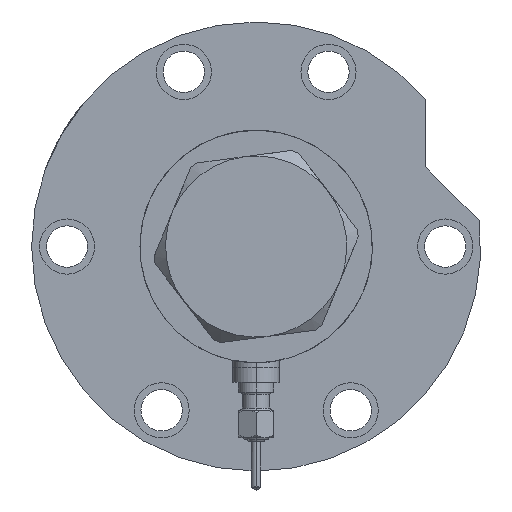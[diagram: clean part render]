
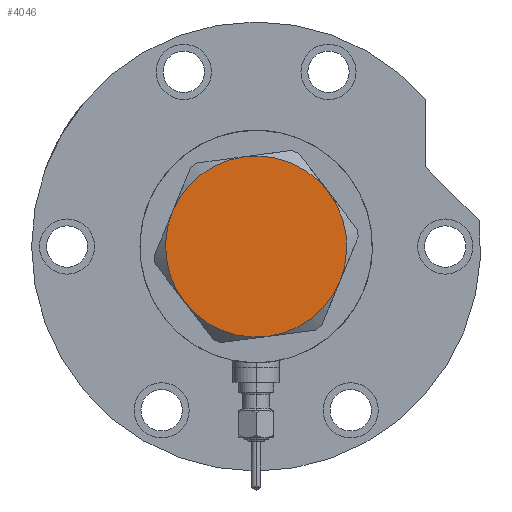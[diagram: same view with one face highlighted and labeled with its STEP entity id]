
A CAD part, left-side view. The second image highlights one B-rep face of the part: STEP entity #4046.
In plain terms, the highlighted face is planar.
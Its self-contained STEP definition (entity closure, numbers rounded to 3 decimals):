
#40 = AXIS2_PLACEMENT_3D ( 'NONE', #7401, #6684, #6149 ) ;
#159 = EDGE_CURVE ( 'NONE', #475, #4597, #6786, .T. ) ;
#176 = DIRECTION ( 'NONE',  ( 1., 0., 0. ) ) ;
#475 = VERTEX_POINT ( 'NONE', #8867 ) ;
#493 = ORIENTED_EDGE ( 'NONE', *, *, #7460, .T. ) ;
#508 = VERTEX_POINT ( 'NONE', #5302 ) ;
#1063 = CIRCLE ( 'NONE', #8372, 23. ) ;
#1270 = CARTESIAN_POINT ( 'NONE',  ( 23., 0., 13. ) ) ;
#1305 = ORIENTED_EDGE ( 'NONE', *, *, #5235, .T. ) ;
#1383 = CIRCLE ( 'NONE', #1518, 23. ) ;
#1434 = VERTEX_POINT ( 'NONE', #4322 ) ;
#1518 = AXIS2_PLACEMENT_3D ( 'NONE', #7939, #1985, #2467 ) ;
#1581 = DIRECTION ( 'NONE',  ( 0., 0., 1. ) ) ;
#1682 = AXIS2_PLACEMENT_3D ( 'NONE', #2911, #2367, #5073 ) ;
#1985 = DIRECTION ( 'NONE',  ( 0., 0., 1. ) ) ;
#2367 = DIRECTION ( 'NONE',  ( 0., 0., 1. ) ) ;
#2444 = DIRECTION ( 'NONE',  ( 0., 0., 1. ) ) ;
#2467 = DIRECTION ( 'NONE',  ( 1., 0., 0. ) ) ;
#2671 = AXIS2_PLACEMENT_3D ( 'NONE', #7780, #2444, #8589 ) ;
#2708 = EDGE_CURVE ( 'NONE', #1434, #7675, #1383, .T. ) ;
#2720 = DIRECTION ( 'NONE',  ( 0., 0., 1. ) ) ;
#2908 = VERTEX_POINT ( 'NONE', #5787 ) ;
#2911 = CARTESIAN_POINT ( 'NONE',  ( 0., 0., 13. ) ) ;
#2953 = EDGE_CURVE ( 'NONE', #508, #475, #7556, .T. ) ;
#3680 = AXIS2_PLACEMENT_3D ( 'NONE', #4159, #1581, #176 ) ;
#3922 = DIRECTION ( 'NONE',  ( 1., 0., 0. ) ) ;
#4046 = ADVANCED_FACE ( 'NONE', ( #5058 ), #7205, .T. ) ;
#4083 = DIRECTION ( 'NONE',  ( 0., 0., 1. ) ) ;
#4145 = CARTESIAN_POINT ( 'NONE',  ( 0., 0., 13. ) ) ;
#4159 = CARTESIAN_POINT ( 'NONE',  ( 0., 0., 13. ) ) ;
#4322 = CARTESIAN_POINT ( 'NONE',  ( 11.5, 19.919, 13. ) ) ;
#4549 = CIRCLE ( 'NONE', #3680, 23. ) ;
#4597 = VERTEX_POINT ( 'NONE', #1270 ) ;
#4651 = EDGE_LOOP ( 'NONE', ( #7549, #6156, #5698, #493, #1305, #5194 ) ) ;
#4652 = AXIS2_PLACEMENT_3D ( 'NONE', #4145, #4083, #7584 ) ;
#5058 = FACE_OUTER_BOUND ( 'NONE', #4651, .T. ) ;
#5073 = DIRECTION ( 'NONE',  ( 1., 0., 0. ) ) ;
#5194 = ORIENTED_EDGE ( 'NONE', *, *, #2953, .T. ) ;
#5235 = EDGE_CURVE ( 'NONE', #2908, #508, #6083, .T. ) ;
#5302 = CARTESIAN_POINT ( 'NONE',  ( -11.5, -19.919, 13. ) ) ;
#5586 = EDGE_CURVE ( 'NONE', #4597, #1434, #1063, .T. ) ;
#5698 = ORIENTED_EDGE ( 'NONE', *, *, #2708, .T. ) ;
#5787 = CARTESIAN_POINT ( 'NONE',  ( -23., 0., 13. ) ) ;
#6083 = CIRCLE ( 'NONE', #4652, 23. ) ;
#6149 = DIRECTION ( 'NONE',  ( 1., 0., 0. ) ) ;
#6156 = ORIENTED_EDGE ( 'NONE', *, *, #5586, .T. ) ;
#6684 = DIRECTION ( 'NONE',  ( 0., 0., 1. ) ) ;
#6786 = CIRCLE ( 'NONE', #40, 23. ) ;
#7205 = PLANE ( 'NONE',  #2671 ) ;
#7401 = CARTESIAN_POINT ( 'NONE',  ( 0., 0., 13. ) ) ;
#7460 = EDGE_CURVE ( 'NONE', #7675, #2908, #4549, .T. ) ;
#7549 = ORIENTED_EDGE ( 'NONE', *, *, #159, .T. ) ;
#7556 = CIRCLE ( 'NONE', #1682, 23. ) ;
#7584 = DIRECTION ( 'NONE',  ( 1., 0., 0. ) ) ;
#7675 = VERTEX_POINT ( 'NONE', #8297 ) ;
#7780 = CARTESIAN_POINT ( 'NONE',  ( 0., 0., 13. ) ) ;
#7939 = CARTESIAN_POINT ( 'NONE',  ( 0., 0., 13. ) ) ;
#8297 = CARTESIAN_POINT ( 'NONE',  ( -11.5, 19.919, 13. ) ) ;
#8372 = AXIS2_PLACEMENT_3D ( 'NONE', #8726, #2720, #3922 ) ;
#8589 = DIRECTION ( 'NONE',  ( 1., 0., 0. ) ) ;
#8726 = CARTESIAN_POINT ( 'NONE',  ( 0., 0., 13. ) ) ;
#8867 = CARTESIAN_POINT ( 'NONE',  ( 11.5, -19.919, 13. ) ) ;
